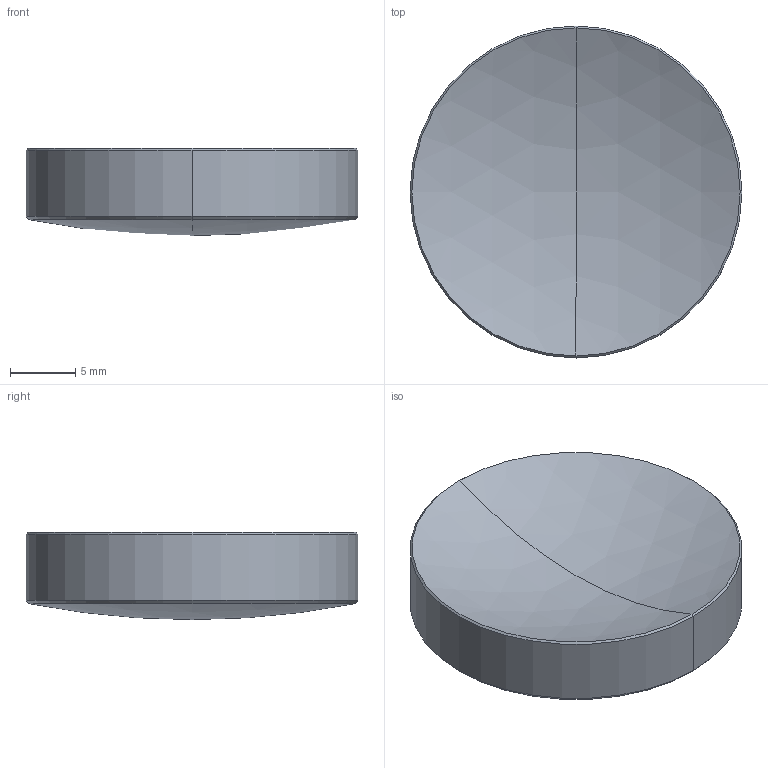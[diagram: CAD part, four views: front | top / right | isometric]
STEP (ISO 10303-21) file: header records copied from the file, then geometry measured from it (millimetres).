
FILE_DESCRIPTION (( 'STEP AP203' ), '1' );
FILE_NAME ('20176-E0W.STEP', '2018-06-01T18:08:54', ( 'admin' ), ( '' ), 'SwSTEP 2.0', 'SolidWorks 2016', '' );
FILE_SCHEMA (( 'CONFIG_CONTROL_DESIGN' ));
Length unit declared in the file: inch
Products named in the file (1): 20176-E0W
Bounding box: 25.4 x 25.4 x 6.68 mm (x, y, z)
Volume: 2386.6 mm3; surface area: 1458.4 mm2
Topology: 1 solids, 1 shells, 10 faces, 18 edges, 10 vertices
Faces by surface type: cone 4, sphere 4, cylinder 2
Entity records: 325 total; most frequent: DIRECTION 52, CARTESIAN_POINT 39, ORIENTED_EDGE 36, AXIS2_PLACEMENT_3D 23, EDGE_CURVE 18, CIRCLE 12, FACE_OUTER_BOUND 10, ADVANCED_FACE 10
